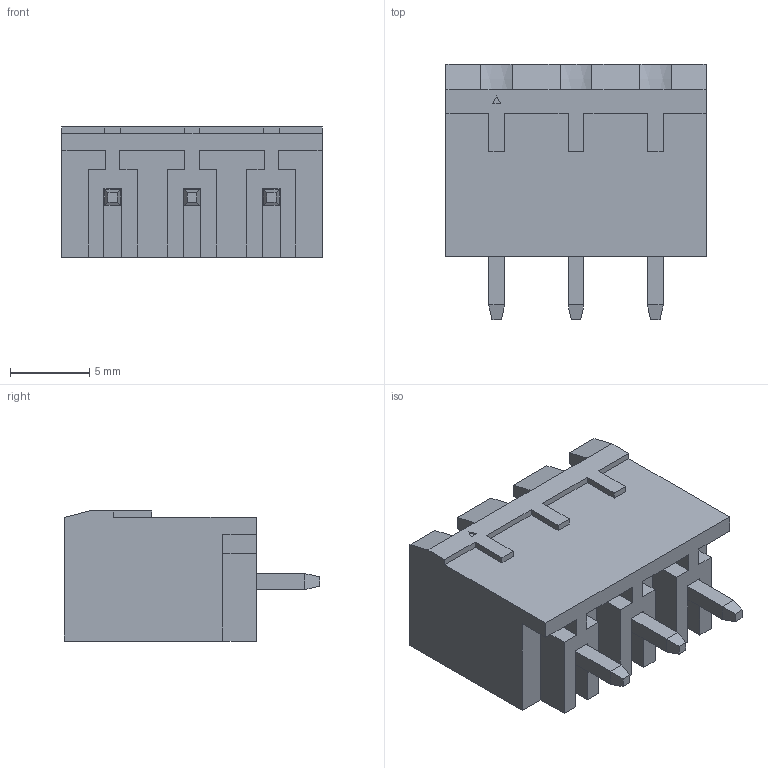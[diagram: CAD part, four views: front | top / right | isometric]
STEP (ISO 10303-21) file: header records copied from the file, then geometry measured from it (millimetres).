
FILE_DESCRIPTION (( 'STEP AP214' ), '1' );
FILE_NAME ('2EDGVC-5.0-03P-14-00AH.STEP', '2021-02-13T21:54:27', ( '' ), ( '' ), 'SwSTEP 2.0', 'SolidWorks 2020', '' );
FILE_SCHEMA (( 'AUTOMOTIVE_DESIGN' ));
Length unit declared in the file: millimetre
Products named in the file (1): 2EDGVC-5.0-03P-14-00AH
Bounding box: 16.4 x 16.1 x 8.2 mm (x, y, z)
Volume: 718.9 mm3; surface area: 1534.2 mm2
Topology: 1 solids, 1 shells, 456 faces, 1224 edges, 802 vertices
Faces by surface type: plane 303, bspline 135, cone 9, cylinder 9
Entity records: 24452 total; most frequent: CARTESIAN_POINT 10500, ORIENTED_EDGE 2448, DIRECTION 1637, EDGE_CURVE 1224, VECTOR 903, LINE 903, VERTEX_POINT 802, EDGE_LOOP 488
